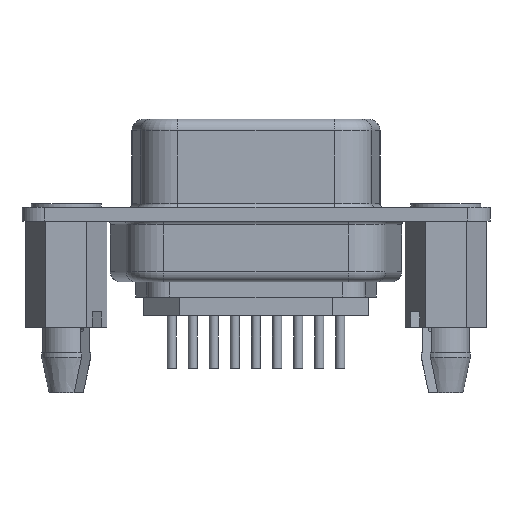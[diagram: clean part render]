
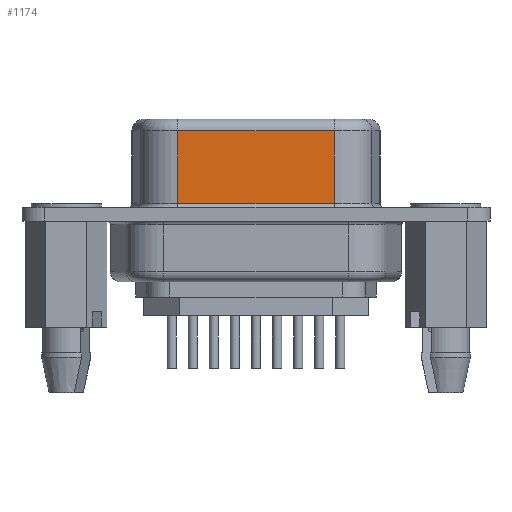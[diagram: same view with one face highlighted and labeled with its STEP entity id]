
A CAD part, front view. The second image highlights one B-rep face of the part: STEP entity #1174.
In plain terms, the highlighted planar face has unit normal (0, -1, 0).
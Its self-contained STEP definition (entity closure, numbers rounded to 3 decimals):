
#811 = EDGE_LOOP ( 'NONE', ( #4428, #4681, #4835, #4709 ) ) ;
#1174 = ADVANCED_FACE ( 'NONE', ( #8820 ), #6061, .F. ) ;
#1688 = AXIS2_PLACEMENT_3D ( 'NONE', #6046, #6057, #6064 ) ;
#1792 = EDGE_CURVE ( 'NONE', #8882, #8995, #7156, .T. ) ;
#1955 = EDGE_CURVE ( 'NONE', #8782, #8957, #7265, .T. ) ;
#2199 = EDGE_CURVE ( 'NONE', #8995, #8957, #7462, .T. ) ;
#2326 = EDGE_CURVE ( 'NONE', #8782, #8882, #7555, .T. ) ;
#4428 = ORIENTED_EDGE ( 'NONE', *, *, #1792, .T. ) ;
#4681 = ORIENTED_EDGE ( 'NONE', *, *, #2199, .T. ) ;
#4709 = ORIENTED_EDGE ( 'NONE', *, *, #2326, .T. ) ;
#4835 = ORIENTED_EDGE ( 'NONE', *, *, #1955, .F. ) ;
#4910 = CARTESIAN_POINT ( 'NONE',  ( 5.154, -3.95, 0.7 ) ) ;
#4911 = DIRECTION ( 'NONE',  ( 1., 0., 0. ) ) ;
#5061 = CARTESIAN_POINT ( 'NONE',  ( -5.154, -3.95, 5.5 ) ) ;
#5062 = DIRECTION ( 'NONE',  ( -1., 0., 0. ) ) ;
#5629 = CARTESIAN_POINT ( 'NONE',  ( 5.154, -3.95, 5.5 ) ) ;
#5698 = CARTESIAN_POINT ( 'NONE',  ( -5.154, -3.95, 5.5 ) ) ;
#5755 = CARTESIAN_POINT ( 'NONE',  ( 5.154, -3.95, 0.7 ) ) ;
#5782 = CARTESIAN_POINT ( 'NONE',  ( -5.154, -3.95, 0.7 ) ) ;
#6046 = CARTESIAN_POINT ( 'NONE',  ( -5.154, -3.95, 6.25 ) ) ;
#6057 = DIRECTION ( 'NONE',  ( 0., 1., 0. ) ) ;
#6061 = PLANE ( 'NONE',  #1688 ) ;
#6064 = DIRECTION ( 'NONE',  ( 0., 0., 1. ) ) ;
#7156 = LINE ( 'NONE', #8238, #7160 ) ;
#7160 = VECTOR ( 'NONE', #8243, 1000. ) ;
#7265 = LINE ( 'NONE', #8441, #7268 ) ;
#7268 = VECTOR ( 'NONE', #8442, 1000. ) ;
#7462 = LINE ( 'NONE', #4910, #7465 ) ;
#7465 = VECTOR ( 'NONE', #4911, 1000. ) ;
#7555 = LINE ( 'NONE', #5061, #7558 ) ;
#7558 = VECTOR ( 'NONE', #5062, 1000. ) ;
#8238 = CARTESIAN_POINT ( 'NONE',  ( -5.154, -3.95, 6.25 ) ) ;
#8243 = DIRECTION ( 'NONE',  ( 0., 0., -1. ) ) ;
#8441 = CARTESIAN_POINT ( 'NONE',  ( 5.154, -3.95, 6.25 ) ) ;
#8442 = DIRECTION ( 'NONE',  ( 0., 0., -1. ) ) ;
#8782 = VERTEX_POINT ( 'NONE', #5629 ) ;
#8820 = FACE_OUTER_BOUND ( 'NONE', #811, .T. ) ;
#8882 = VERTEX_POINT ( 'NONE', #5698 ) ;
#8957 = VERTEX_POINT ( 'NONE', #5755 ) ;
#8995 = VERTEX_POINT ( 'NONE', #5782 ) ;
